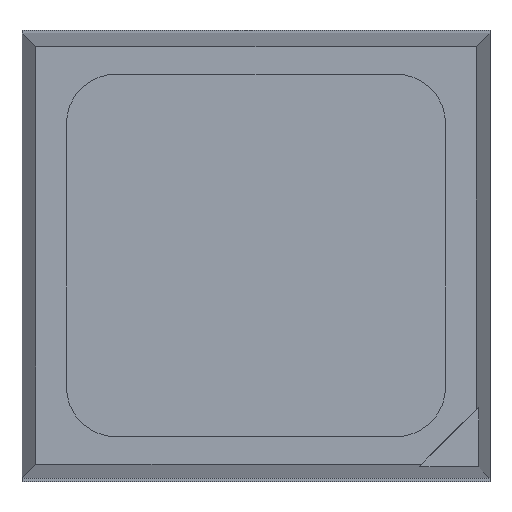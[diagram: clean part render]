
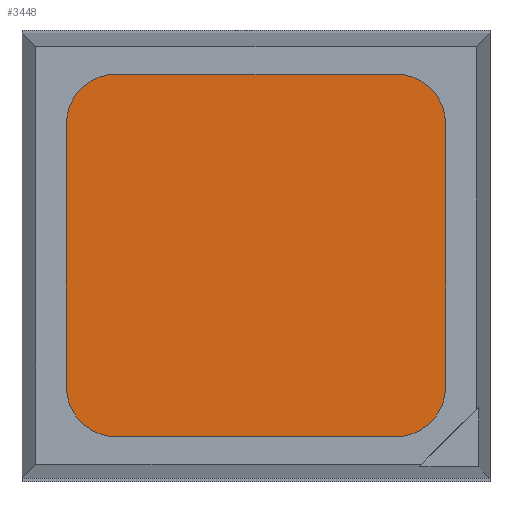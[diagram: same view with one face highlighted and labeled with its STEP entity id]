
A CAD part, top view. The second image highlights one B-rep face of the part: STEP entity #3448.
In plain terms, the highlighted planar face has unit normal (0, 0, 1).
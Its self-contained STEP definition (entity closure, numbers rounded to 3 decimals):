
#199=CIRCLE('',#3816,0.3);
#201=CIRCLE('',#3820,0.3);
#203=CIRCLE('',#3824,0.3);
#205=CIRCLE('',#3828,0.3);
#1173=ORIENTED_EDGE('',*,*,#1644,.T.);
#1174=ORIENTED_EDGE('',*,*,#1648,.T.);
#1175=ORIENTED_EDGE('',*,*,#1651,.T.);
#1176=ORIENTED_EDGE('',*,*,#1654,.T.);
#1177=ORIENTED_EDGE('',*,*,#1657,.T.);
#1178=ORIENTED_EDGE('',*,*,#1660,.T.);
#1179=ORIENTED_EDGE('',*,*,#1663,.T.);
#1180=ORIENTED_EDGE('',*,*,#1666,.T.);
#1644=EDGE_CURVE('',#1982,#1983,#199,.T.);
#1648=EDGE_CURVE('',#1983,#1986,#2365,.T.);
#1651=EDGE_CURVE('',#1986,#1988,#201,.T.);
#1654=EDGE_CURVE('',#1988,#1990,#2369,.T.);
#1657=EDGE_CURVE('',#1990,#1992,#203,.T.);
#1660=EDGE_CURVE('',#1992,#1994,#2373,.T.);
#1663=EDGE_CURVE('',#1994,#1996,#205,.T.);
#1666=EDGE_CURVE('',#1996,#1982,#2377,.T.);
#1982=VERTEX_POINT('',#5849);
#1983=VERTEX_POINT('',#5850);
#1986=VERTEX_POINT('',#5858);
#1988=VERTEX_POINT('',#5864);
#1990=VERTEX_POINT('',#5870);
#1992=VERTEX_POINT('',#5876);
#1994=VERTEX_POINT('',#5882);
#1996=VERTEX_POINT('',#5888);
#2365=LINE('',#5857,#2746);
#2369=LINE('',#5869,#2750);
#2373=LINE('',#5881,#2754);
#2377=LINE('',#5893,#2758);
#2746=VECTOR('',#4747,1000.);
#2750=VECTOR('',#4759,1000.);
#2754=VECTOR('',#4771,1000.);
#2758=VECTOR('',#4783,1000.);
#2948=EDGE_LOOP('',(#1173,#1174,#1175,#1176,#1177,#1178,#1179,#1180));
#3137=FACE_BOUND('',#2948,.T.);
#3266=PLANE('',#3832);
#3448=ADVANCED_FACE('',(#3137),#3266,.T.);
#3816=AXIS2_PLACEMENT_3D('',#5848,#4739,#4740);
#3820=AXIS2_PLACEMENT_3D('',#5863,#4752,#4753);
#3824=AXIS2_PLACEMENT_3D('',#5875,#4764,#4765);
#3828=AXIS2_PLACEMENT_3D('',#5887,#4776,#4777);
#3832=AXIS2_PLACEMENT_3D('',#5896,#4787,#4788);
#4739=DIRECTION('',(0.,0.,1.));
#4740=DIRECTION('',(1.,0.,0.));
#4747=DIRECTION('',(1.,0.,0.));
#4752=DIRECTION('',(0.,0.,1.));
#4753=DIRECTION('',(-1.,0.,0.));
#4759=DIRECTION('',(0.,1.,0.));
#4764=DIRECTION('',(0.,0.,1.));
#4765=DIRECTION('',(-1.,0.,0.));
#4771=DIRECTION('',(-1.,0.,0.));
#4776=DIRECTION('',(0.,0.,1.));
#4777=DIRECTION('',(1.,0.,0.));
#4783=DIRECTION('',(0.,-1.,0.));
#4787=DIRECTION('',(0.,0.,1.));
#4788=DIRECTION('',(1.,0.,0.));
#5848=CARTESIAN_POINT('',(-0.85,-0.8,0.));
#5849=CARTESIAN_POINT('',(-1.15,-0.8,0.));
#5850=CARTESIAN_POINT('',(-0.85,-1.1,0.));
#5857=CARTESIAN_POINT('',(-0.85,-1.1,0.));
#5858=CARTESIAN_POINT('',(0.85,-1.1,0.));
#5863=CARTESIAN_POINT('',(0.85,-0.8,0.));
#5864=CARTESIAN_POINT('',(1.15,-0.8,0.));
#5869=CARTESIAN_POINT('',(1.15,-0.8,0.));
#5870=CARTESIAN_POINT('',(1.15,0.8,0.));
#5875=CARTESIAN_POINT('',(0.85,0.8,0.));
#5876=CARTESIAN_POINT('',(0.85,1.1,0.));
#5881=CARTESIAN_POINT('',(-0.85,1.1,0.));
#5882=CARTESIAN_POINT('',(-0.85,1.1,0.));
#5887=CARTESIAN_POINT('',(-0.85,0.8,0.));
#5888=CARTESIAN_POINT('',(-1.15,0.8,0.));
#5893=CARTESIAN_POINT('',(-1.15,-0.8,0.));
#5896=CARTESIAN_POINT('',(-0.85,-0.8,0.));
